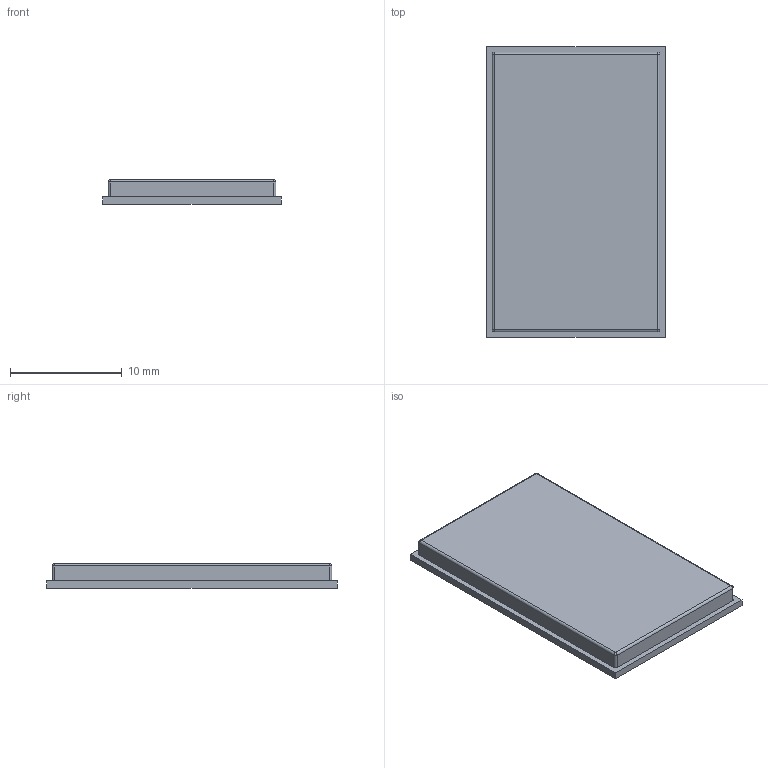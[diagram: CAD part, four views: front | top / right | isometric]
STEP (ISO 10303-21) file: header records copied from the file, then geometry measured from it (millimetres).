
FILE_DESCRIPTION(('FreeCAD Model'),'2;1');
FILE_NAME('Open CASCADE Shape Model','2024-10-31T16:18:30',( 'kicad StepUp'),('ksu MCAD'),'Open CASCADE STEP processor 7.8', 'FreeCAD','Unknown');
FILE_SCHEMA(('AUTOMOTIVE_DESIGN { 1 0 10303 214 1 1 1 1 }'));
Length unit declared in the file: millimetre
Products named in the file (1): ublox_SARA_LGA-96
Bounding box: 16 x 26 x 2.2 mm (x, y, z)
Volume: 848.3 mm3; surface area: 1006.8 mm2
Topology: 1 solids, 1 shells, 508 faces, 1216 edges, 804 vertices
Faces by surface type: plane 496, cylinder 8, sphere 4
Entity records: 17914 total; most frequent: CARTESIAN_POINT 2525, ORIENTED_EDGE 2424, DIRECTION 2246, EDGE_CURVE 1212, LINE 1196, VECTOR 1196, VERTEX_POINT 804, FACE_BOUND 606
